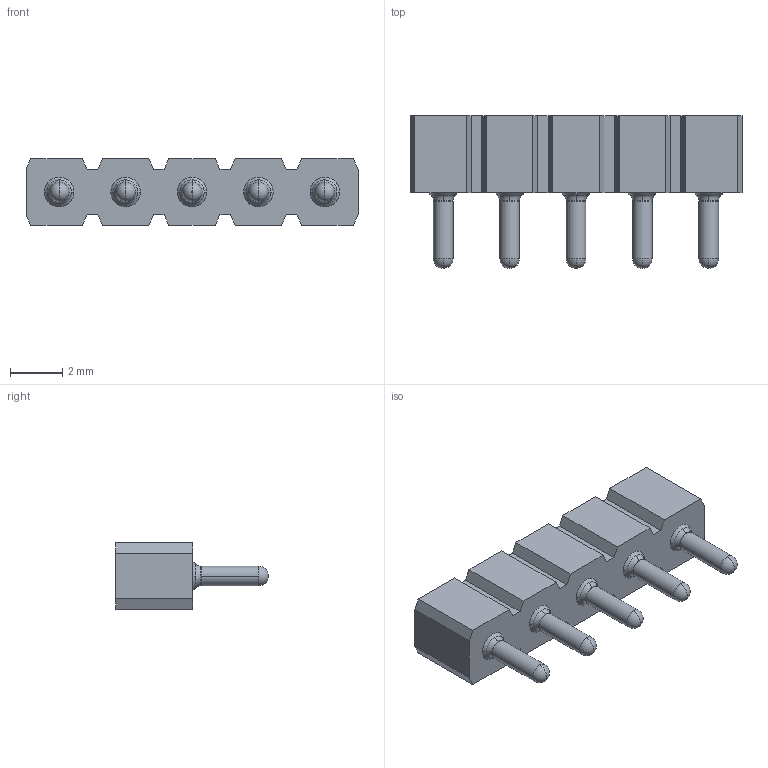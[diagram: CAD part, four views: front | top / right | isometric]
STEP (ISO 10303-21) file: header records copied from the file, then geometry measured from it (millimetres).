
FILE_DESCRIPTION(('STEP AP242'),'1');
FILE_NAME('pcb_connector_315-87-105-41-001101.stp','2024-12-01T08:04:29',('TraceParts'),('TraceParts S.A.'),'Spatial InterOp 3D',' ',' ');
FILE_SCHEMA(('AP242_MANAGED_MODEL_BASED_3D_ENGINEERING_MIM_LF {1 0 10303 442 1 1 4}'));
Length unit declared in the file: millimetre
Products named in the file (1): pcb_connector_315-87-105-41-001101
Bounding box: 12.7 x 5.85 x 2.54 mm (x, y, z)
Volume: 85.6 mm3; surface area: 272.8 mm2
Topology: 1 solids, 1 shells, 247 faces, 575 edges, 340 vertices
Faces by surface type: cone 90, cylinder 70, plane 57, torus 30
Entity records: 8936 total; most frequent: DIRECTION 1346, CARTESIAN_POINT 1153, ORIENTED_EDGE 1130, EDGE_CURVE 565, AXIS2_PLACEMENT_3D 533, VERTEX_POINT 340, CIRCLE 285, LINE 280
